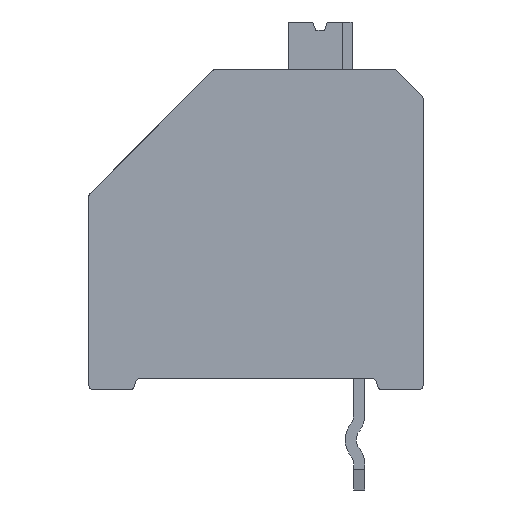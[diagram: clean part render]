
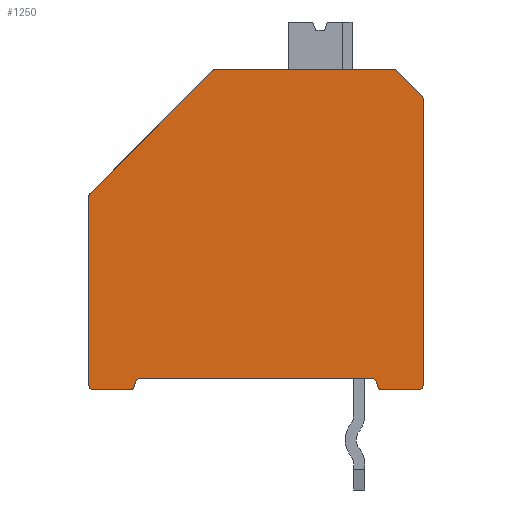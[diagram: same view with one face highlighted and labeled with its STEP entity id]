
A CAD part, front view. The second image highlights one B-rep face of the part: STEP entity #1250.
In plain terms, the highlighted planar face has unit normal (0, -1, 0).
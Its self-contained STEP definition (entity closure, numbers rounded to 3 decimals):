
#1250 = ADVANCED_FACE( '', ( #2822 ), #2823, .T. );
#2822 = FACE_OUTER_BOUND( '', #4815, .T. );
#2823 = PLANE( '', #4816 );
#4815 = EDGE_LOOP( '', ( #8105, #8106, #8107, #8108, #8109, #8110, #8111, #8112, #8113, #8114, #8115, #8116, #8117, #8118, #8119, #8120, #8121, #8122, #8123, #8124 ) );
#4816 = AXIS2_PLACEMENT_3D( '', #8125, #8126, #8127 );
#8105 = ORIENTED_EDGE( '', *, *, #13526, .F. );
#8106 = ORIENTED_EDGE( '', *, *, #13476, .T. );
#8107 = ORIENTED_EDGE( '', *, *, #12666, .F. );
#8108 = ORIENTED_EDGE( '', *, *, #13527, .T. );
#8109 = ORIENTED_EDGE( '', *, *, #13528, .F. );
#8110 = ORIENTED_EDGE( '', *, *, #13529, .T. );
#8111 = ORIENTED_EDGE( '', *, *, #13530, .T. );
#8112 = ORIENTED_EDGE( '', *, *, #13531, .T. );
#8113 = ORIENTED_EDGE( '', *, *, #12439, .F. );
#8114 = ORIENTED_EDGE( '', *, *, #13532, .T. );
#8115 = ORIENTED_EDGE( '', *, *, #13533, .T. );
#8116 = ORIENTED_EDGE( '', *, *, #13534, .F. );
#8117 = ORIENTED_EDGE( '', *, *, #13535, .T. );
#8118 = ORIENTED_EDGE( '', *, *, #12717, .F. );
#8119 = ORIENTED_EDGE( '', *, *, #13216, .T. );
#8120 = ORIENTED_EDGE( '', *, *, #13536, .T. );
#8121 = ORIENTED_EDGE( '', *, *, #13537, .F. );
#8122 = ORIENTED_EDGE( '', *, *, #12434, .T. );
#8123 = ORIENTED_EDGE( '', *, *, #12950, .T. );
#8124 = ORIENTED_EDGE( '', *, *, #13538, .T. );
#8125 = CARTESIAN_POINT( '', ( 0., -35.48, 0. ) );
#8126 = DIRECTION( '', ( 0., -1., 0. ) );
#8127 = DIRECTION( '', ( 0., 0., -1. ) );
#12434 = EDGE_CURVE( '', #14900, #14904, #14906, .T. );
#12439 = EDGE_CURVE( '', #14913, #14909, #14915, .T. );
#12666 = EDGE_CURVE( '', #15333, #15321, #15335, .T. );
#12717 = EDGE_CURVE( '', #15425, #15427, #15428, .T. );
#12950 = EDGE_CURVE( '', #14904, #15828, #15830, .T. );
#13216 = EDGE_CURVE( '', #15425, #16273, #16275, .T. );
#13476 = EDGE_CURVE( '', #16680, #15321, #16682, .T. );
#13526 = EDGE_CURVE( '', #16680, #16753, #16754, .T. );
#13527 = EDGE_CURVE( '', #15333, #16755, #16756, .T. );
#13528 = EDGE_CURVE( '', #16757, #16755, #16758, .T. );
#13529 = EDGE_CURVE( '', #16757, #16759, #16760, .T. );
#13530 = EDGE_CURVE( '', #16759, #16761, #16762, .T. );
#13531 = EDGE_CURVE( '', #16761, #14909, #16763, .T. );
#13532 = EDGE_CURVE( '', #14913, #16764, #16765, .T. );
#13533 = EDGE_CURVE( '', #16764, #16766, #16767, .T. );
#13534 = EDGE_CURVE( '', #16768, #16766, #16769, .T. );
#13535 = EDGE_CURVE( '', #16768, #15427, #16770, .T. );
#13536 = EDGE_CURVE( '', #16273, #16771, #16772, .T. );
#13537 = EDGE_CURVE( '', #14900, #16771, #16773, .T. );
#13538 = EDGE_CURVE( '', #15828, #16753, #16774, .T. );
#14900 = VERTEX_POINT( '', #18566 );
#14904 = VERTEX_POINT( '', #18571 );
#14906 = CIRCLE( '', #18574, 0.17 );
#14909 = VERTEX_POINT( '', #18577 );
#14913 = VERTEX_POINT( '', #18583 );
#14915 = LINE( '', #18586, #18587 );
#15321 = VERTEX_POINT( '', #19173 );
#15333 = VERTEX_POINT( '', #19190 );
#15335 = LINE( '', #19193, #19194 );
#15425 = VERTEX_POINT( '', #19318 );
#15427 = VERTEX_POINT( '', #19321 );
#15428 = CIRCLE( '', #19322, 0.17 );
#15828 = VERTEX_POINT( '', #19890 );
#15830 = LINE( '', #19893, #19894 );
#16273 = VERTEX_POINT( '', #20513 );
#16275 = LINE( '', #20516, #20517 );
#16680 = VERTEX_POINT( '', #21099 );
#16682 = CIRCLE( '', #21102, 0.17 );
#16753 = VERTEX_POINT( '', #21206 );
#16754 = LINE( '', #21207, #21208 );
#16755 = VERTEX_POINT( '', #21209 );
#16756 = CIRCLE( '', #21210, 0.17 );
#16757 = VERTEX_POINT( '', #21211 );
#16758 = LINE( '', #21212, #21213 );
#16759 = VERTEX_POINT( '', #21214 );
#16760 = CIRCLE( '', #21215, 0.17 );
#16761 = VERTEX_POINT( '', #21216 );
#16762 = LINE( '', #21217, #21218 );
#16763 = CIRCLE( '', #21219, 0.17 );
#16764 = VERTEX_POINT( '', #21220 );
#16765 = CIRCLE( '', #21221, 0.17 );
#16766 = VERTEX_POINT( '', #21222 );
#16767 = LINE( '', #21223, #21224 );
#16768 = VERTEX_POINT( '', #21225 );
#16769 = CIRCLE( '', #21226, 0.17 );
#16770 = LINE( '', #21227, #21228 );
#16771 = VERTEX_POINT( '', #21229 );
#16772 = CIRCLE( '', #21230, 0.17 );
#16773 = LINE( '', #21231, #21232 );
#16774 = CIRCLE( '', #21233, 0.17 );
#18566 = CARTESIAN_POINT( '', ( 11.83, -35.48, -0.17 ) );
#18571 = CARTESIAN_POINT( '', ( 12., -35.48, 0. ) );
#18574 = AXIS2_PLACEMENT_3D( '', #23629, #23630, #23631 );
#18577 = CARTESIAN_POINT( '', ( 0.17, -35.48, -0.17 ) );
#18583 = CARTESIAN_POINT( '', ( 1.47, -35.48, -0.17 ) );
#18586 = CARTESIAN_POINT( '', ( 6., -35.48, -0.17 ) );
#18587 = VECTOR( '', #23635, 1000. );
#19173 = CARTESIAN_POINT( '', ( 10.93, -35.48, 11.33 ) );
#19190 = CARTESIAN_POINT( '', ( 4.57, -35.48, 11.33 ) );
#19193 = CARTESIAN_POINT( '', ( 4.5, -35.48, 11.33 ) );
#19194 = VECTOR( '', #23897, 1000. );
#19318 = CARTESIAN_POINT( '', ( 10.327, -35.48, 0.104 ) );
#19321 = CARTESIAN_POINT( '', ( 10.162, -35.48, 0.23 ) );
#19322 = AXIS2_PLACEMENT_3D( '', #23948, #23949, #23950 );
#19890 = CARTESIAN_POINT( '', ( 12., -35.48, 10.26 ) );
#19893 = CARTESIAN_POINT( '', ( 12., -35.48, -3.77 ) );
#19894 = VECTOR( '', #24264, 1000. );
#20513 = CARTESIAN_POINT( '', ( 10.366, -35.48, -0.044 ) );
#20516 = CARTESIAN_POINT( '', ( 10.774, -35.48, -1.566 ) );
#20517 = VECTOR( '', #24607, 1000. );
#21099 = CARTESIAN_POINT( '', ( 11.05, -35.48, 11.28 ) );
#21102 = AXIS2_PLACEMENT_3D( '', #24900, #24901, #24902 );
#21206 = CARTESIAN_POINT( '', ( 11.95, -35.48, 10.38 ) );
#21207 = CARTESIAN_POINT( '', ( 11.5, -35.48, 10.83 ) );
#21208 = VECTOR( '', #24945, 1000. );
#21209 = CARTESIAN_POINT( '', ( 4.45, -35.48, 11.28 ) );
#21210 = AXIS2_PLACEMENT_3D( '', #24946, #24947, #24948 );
#21211 = CARTESIAN_POINT( '', ( 0.05, -35.48, 6.88 ) );
#21212 = CARTESIAN_POINT( '', ( 1.847, -35.48, 8.677 ) );
#21213 = VECTOR( '', #24949, 1000. );
#21214 = CARTESIAN_POINT( '', ( 0., -35.48, 6.76 ) );
#21215 = AXIS2_PLACEMENT_3D( '', #24950, #24951, #24952 );
#21216 = CARTESIAN_POINT( '', ( 0., -35.48, 0. ) );
#21217 = CARTESIAN_POINT( '', ( 0., -35.48, 13.03 ) );
#21218 = VECTOR( '', #24953, 1000. );
#21219 = AXIS2_PLACEMENT_3D( '', #24954, #24955, #24956 );
#21220 = CARTESIAN_POINT( '', ( 1.634, -35.48, -0.044 ) );
#21221 = AXIS2_PLACEMENT_3D( '', #24957, #24958, #24959 );
#21222 = CARTESIAN_POINT( '', ( 1.673, -35.48, 0.104 ) );
#21223 = CARTESIAN_POINT( '', ( 1.707, -35.48, 0.23 ) );
#21224 = VECTOR( '', #24960, 1000. );
#21225 = CARTESIAN_POINT( '', ( 1.838, -35.48, 0.23 ) );
#21226 = AXIS2_PLACEMENT_3D( '', #24961, #24962, #24963 );
#21227 = CARTESIAN_POINT( '', ( 8.312, -35.48, 0.23 ) );
#21228 = VECTOR( '', #24964, 1000. );
#21229 = CARTESIAN_POINT( '', ( 10.53, -35.48, -0.17 ) );
#21230 = AXIS2_PLACEMENT_3D( '', #24965, #24966, #24967 );
#21231 = CARTESIAN_POINT( '', ( 6., -35.48, -0.17 ) );
#21232 = VECTOR( '', #24968, 1000. );
#21233 = AXIS2_PLACEMENT_3D( '', #24969, #24970, #24971 );
#23629 = CARTESIAN_POINT( '', ( 11.83, -35.48, 0. ) );
#23630 = DIRECTION( '', ( 0., -1., 0. ) );
#23631 = DIRECTION( '', ( 0., 0., -1. ) );
#23635 = DIRECTION( '', ( -1., 0., 0. ) );
#23897 = DIRECTION( '', ( 1., 0., 0. ) );
#23948 = CARTESIAN_POINT( '', ( 10.162, -35.48, 0.06 ) );
#23949 = DIRECTION( '', ( 0., -1., 0. ) );
#23950 = DIRECTION( '', ( 0., 0., -1. ) );
#24264 = DIRECTION( '', ( 0., 0., 1. ) );
#24607 = DIRECTION( '', ( 0.259, 0., -0.966 ) );
#24900 = CARTESIAN_POINT( '', ( 10.93, -35.48, 11.16 ) );
#24901 = DIRECTION( '', ( 0., -1., 0. ) );
#24902 = DIRECTION( '', ( 0., 0., -1. ) );
#24945 = DIRECTION( '', ( 0.707, 0., -0.707 ) );
#24946 = CARTESIAN_POINT( '', ( 4.57, -35.48, 11.16 ) );
#24947 = DIRECTION( '', ( 0., -1., 0. ) );
#24948 = DIRECTION( '', ( 0., 0., -1. ) );
#24949 = DIRECTION( '', ( 0.707, 0., 0.707 ) );
#24950 = CARTESIAN_POINT( '', ( 0.17, -35.48, 6.76 ) );
#24951 = DIRECTION( '', ( 0., -1., 0. ) );
#24952 = DIRECTION( '', ( 0., 0., -1. ) );
#24953 = DIRECTION( '', ( 0., 0., -1. ) );
#24954 = CARTESIAN_POINT( '', ( 0.17, -35.48, 0. ) );
#24955 = DIRECTION( '', ( 0., -1., 0. ) );
#24956 = DIRECTION( '', ( 0., 0., -1. ) );
#24957 = CARTESIAN_POINT( '', ( 1.47, -35.48, 0. ) );
#24958 = DIRECTION( '', ( 0., -1., 0. ) );
#24959 = DIRECTION( '', ( 0., 0., -1. ) );
#24960 = DIRECTION( '', ( 0.259, 0., 0.966 ) );
#24961 = CARTESIAN_POINT( '', ( 1.838, -35.48, 0.06 ) );
#24962 = DIRECTION( '', ( 0., -1., 0. ) );
#24963 = DIRECTION( '', ( 0., 0., -1. ) );
#24964 = DIRECTION( '', ( 1., 0., 0. ) );
#24965 = CARTESIAN_POINT( '', ( 10.53, -35.48, 0. ) );
#24966 = DIRECTION( '', ( 0., -1., 0. ) );
#24967 = DIRECTION( '', ( 0., 0., -1. ) );
#24968 = DIRECTION( '', ( -1., 0., 0. ) );
#24969 = CARTESIAN_POINT( '', ( 11.83, -35.48, 10.26 ) );
#24970 = DIRECTION( '', ( 0., -1., 0. ) );
#24971 = DIRECTION( '', ( 0., 0., -1. ) );
